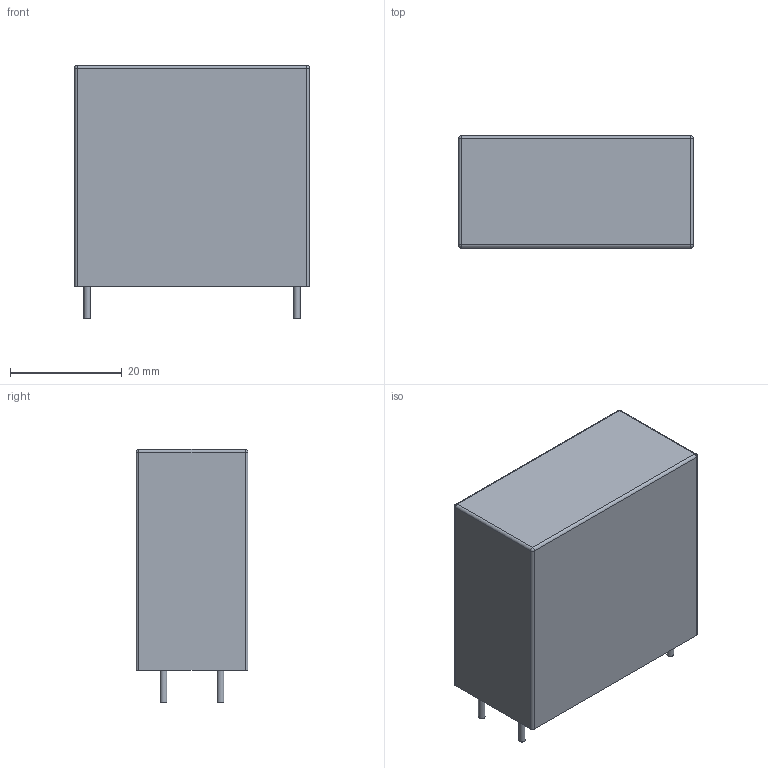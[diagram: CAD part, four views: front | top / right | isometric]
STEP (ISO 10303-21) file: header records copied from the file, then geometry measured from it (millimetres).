
FILE_DESCRIPTION(('FreeCAD Model'),'2;1');
FILE_NAME('EPCOS_film_cap_B32796G3166.step','2017-01-16T11:48:56',( 'Author'),(''),'Open CASCADE STEP processor 6.8','FreeCAD','Unknown' );
FILE_SCHEMA(('AUTOMOTIVE_DESIGN_CC2 { 1 2 10303 214 -1 1 5 4 }'));
Length unit declared in the file: millimetre
Products named in the file (2): ASSEMBLY; Pad001
Assembly tree (1 placements, depth 2):
  ASSEMBLY
    Pad001
Bounding box: 42 x 20 x 45.25 mm (x, y, z)
Volume: 33191 mm3; surface area: 6603.8 mm2
Topology: 1 solids, 1 shells, 26 faces, 52 edges, 28 vertices
Faces by surface type: cylinder 12, plane 10, sphere 4
Full cylindrical faces by diameter (mm): 1.2 x4
Entity records: 1485 total; most frequent: CARTESIAN_POINT 264, DIRECTION 200, ORIENTED_EDGE 96, PCURVE 96, DEFINITIONAL_REPRESENTATION 96, LINE 92, VECTOR 92, AXIS2_PLACEMENT_3D 52
